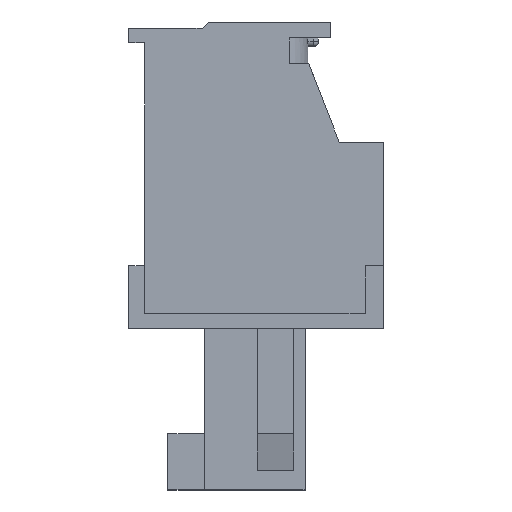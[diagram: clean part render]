
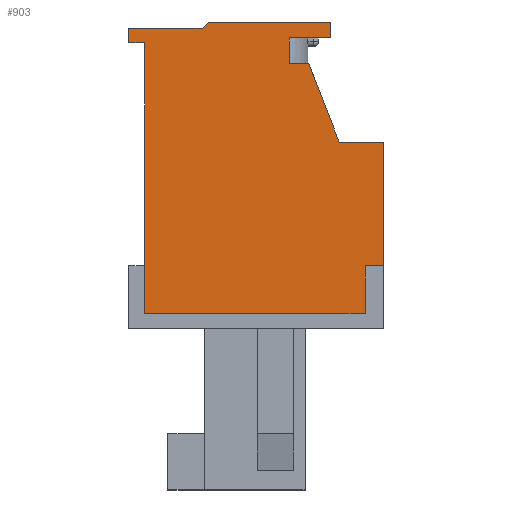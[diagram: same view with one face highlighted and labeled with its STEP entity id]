
A CAD part, left-side view. The second image highlights one B-rep face of the part: STEP entity #903.
In plain terms, the highlighted planar face has unit normal (-1, 0, 0).
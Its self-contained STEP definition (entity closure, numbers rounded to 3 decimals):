
#903 = ADVANCED_FACE( '', ( #2170 ), #2171, .T. );
#2170 = FACE_OUTER_BOUND( '', #3914, .T. );
#2171 = PLANE( '', #3915 );
#3914 = EDGE_LOOP( '', ( #6079, #6080, #6081, #6082, #6083, #6084, #6085, #6086, #6087, #6088, #6089, #6090, #6091, #6092, #6093, #6094 ) );
#3915 = AXIS2_PLACEMENT_3D( '', #6095, #6096, #6097 );
#6079 = ORIENTED_EDGE( '', *, *, #11080, .F. );
#6080 = ORIENTED_EDGE( '', *, *, #11081, .T. );
#6081 = ORIENTED_EDGE( '', *, *, #11082, .T. );
#6082 = ORIENTED_EDGE( '', *, *, #11083, .T. );
#6083 = ORIENTED_EDGE( '', *, *, #11084, .T. );
#6084 = ORIENTED_EDGE( '', *, *, #11085, .T. );
#6085 = ORIENTED_EDGE( '', *, *, #11086, .T. );
#6086 = ORIENTED_EDGE( '', *, *, #11087, .T. );
#6087 = ORIENTED_EDGE( '', *, *, #10948, .T. );
#6088 = ORIENTED_EDGE( '', *, *, #11088, .T. );
#6089 = ORIENTED_EDGE( '', *, *, #11089, .T. );
#6090 = ORIENTED_EDGE( '', *, *, #11090, .T. );
#6091 = ORIENTED_EDGE( '', *, *, #10858, .T. );
#6092 = ORIENTED_EDGE( '', *, *, #11091, .T. );
#6093 = ORIENTED_EDGE( '', *, *, #11092, .T. );
#6094 = ORIENTED_EDGE( '', *, *, #11093, .T. );
#6095 = CARTESIAN_POINT( '', ( -7.62, 0., 0. ) );
#6096 = DIRECTION( '', ( -1., 0., 0. ) );
#6097 = DIRECTION( '', ( 0., 0., 1. ) );
#10858 = EDGE_CURVE( '', #13078, #13076, #13079, .T. );
#10948 = EDGE_CURVE( '', #13242, #13243, #13244, .T. );
#11080 = EDGE_CURVE( '', #13467, #13468, #13469, .T. );
#11081 = EDGE_CURVE( '', #13467, #13470, #13471, .T. );
#11082 = EDGE_CURVE( '', #13470, #13472, #13473, .T. );
#11083 = EDGE_CURVE( '', #13472, #13474, #13475, .T. );
#11084 = EDGE_CURVE( '', #13474, #13476, #13477, .T. );
#11085 = EDGE_CURVE( '', #13476, #13478, #13479, .T. );
#11086 = EDGE_CURVE( '', #13478, #13480, #13481, .T. );
#11087 = EDGE_CURVE( '', #13480, #13242, #13482, .T. );
#11088 = EDGE_CURVE( '', #13243, #13483, #13484, .T. );
#11089 = EDGE_CURVE( '', #13483, #13485, #13486, .T. );
#11090 = EDGE_CURVE( '', #13485, #13078, #13487, .T. );
#11091 = EDGE_CURVE( '', #13076, #13488, #13489, .T. );
#11092 = EDGE_CURVE( '', #13488, #13490, #13491, .T. );
#11093 = EDGE_CURVE( '', #13490, #13468, #13492, .T. );
#13076 = VERTEX_POINT( '', #16282 );
#13078 = VERTEX_POINT( '', #16285 );
#13079 = LINE( '', #16286, #16287 );
#13242 = VERTEX_POINT( '', #16522 );
#13243 = VERTEX_POINT( '', #16523 );
#13244 = LINE( '', #16524, #16525 );
#13467 = VERTEX_POINT( '', #16891 );
#13468 = VERTEX_POINT( '', #16892 );
#13469 = LINE( '', #16893, #16894 );
#13470 = VERTEX_POINT( '', #16895 );
#13471 = LINE( '', #16896, #16897 );
#13472 = VERTEX_POINT( '', #16898 );
#13473 = LINE( '', #16899, #16900 );
#13474 = VERTEX_POINT( '', #16901 );
#13475 = LINE( '', #16902, #16903 );
#13476 = VERTEX_POINT( '', #16904 );
#13477 = LINE( '', #16905, #16906 );
#13478 = VERTEX_POINT( '', #16907 );
#13479 = LINE( '', #16908, #16909 );
#13480 = VERTEX_POINT( '', #16910 );
#13481 = LINE( '', #16911, #16912 );
#13482 = LINE( '', #16913, #16914 );
#13483 = VERTEX_POINT( '', #16915 );
#13484 = LINE( '', #16916, #16917 );
#13485 = VERTEX_POINT( '', #16918 );
#13486 = LINE( '', #16919, #16920 );
#13487 = LINE( '', #16921, #16922 );
#13488 = VERTEX_POINT( '', #16923 );
#13489 = LINE( '', #16924, #16925 );
#13490 = VERTEX_POINT( '', #16926 );
#13491 = LINE( '', #16927, #16928 );
#13492 = LINE( '', #16929, #16930 );
#16282 = CARTESIAN_POINT( '', ( -7.62, -5.25, -3.575 ) );
#16285 = CARTESIAN_POINT( '', ( -7.62, -4.5, -3.575 ) );
#16286 = CARTESIAN_POINT( '', ( -7.62, -4.5, -3.575 ) );
#16287 = VECTOR( '', #20488, 1000. );
#16522 = CARTESIAN_POINT( '', ( -7.62, 5.15, 5.525 ) );
#16523 = CARTESIAN_POINT( '', ( -7.62, 4.5, 5.525 ) );
#16524 = CARTESIAN_POINT( '', ( -7.62, 5.15, 5.525 ) );
#16525 = VECTOR( '', #20576, 1000. );
#16891 = CARTESIAN_POINT( '', ( -7.62, -1.4, 4.675 ) );
#16892 = CARTESIAN_POINT( '', ( -7.62, -2.2, 4.675 ) );
#16893 = CARTESIAN_POINT( '', ( -7.62, -1.4, 4.675 ) );
#16894 = VECTOR( '', #20711, 1000. );
#16895 = CARTESIAN_POINT( '', ( -7.62, -1.4, 5.725 ) );
#16896 = CARTESIAN_POINT( '', ( -7.62, -1.4, 4.675 ) );
#16897 = VECTOR( '', #20712, 1000. );
#16898 = CARTESIAN_POINT( '', ( -7.62, -3.1, 5.725 ) );
#16899 = CARTESIAN_POINT( '', ( -7.62, -2.2, 5.725 ) );
#16900 = VECTOR( '', #20713, 1000. );
#16901 = CARTESIAN_POINT( '', ( -7.62, -3.1, 6.375 ) );
#16902 = CARTESIAN_POINT( '', ( -7.62, -3.1, 5.725 ) );
#16903 = VECTOR( '', #20714, 1000. );
#16904 = CARTESIAN_POINT( '', ( -7.62, 1.9, 6.375 ) );
#16905 = CARTESIAN_POINT( '', ( -7.62, -3.1, 6.375 ) );
#16906 = VECTOR( '', #20715, 1000. );
#16907 = CARTESIAN_POINT( '', ( -7.62, 2.153, 6.125 ) );
#16908 = CARTESIAN_POINT( '', ( -7.62, 1.9, 6.375 ) );
#16909 = VECTOR( '', #20716, 1000. );
#16910 = CARTESIAN_POINT( '', ( -7.62, 5.15, 6.125 ) );
#16911 = CARTESIAN_POINT( '', ( -7.62, 2.153, 6.125 ) );
#16912 = VECTOR( '', #20717, 1000. );
#16913 = CARTESIAN_POINT( '', ( -7.62, 5.15, 6.125 ) );
#16914 = VECTOR( '', #20718, 1000. );
#16915 = CARTESIAN_POINT( '', ( -7.62, 4.5, -5.525 ) );
#16916 = CARTESIAN_POINT( '', ( -7.62, 4.5, 5.525 ) );
#16917 = VECTOR( '', #20719, 1000. );
#16918 = CARTESIAN_POINT( '', ( -7.62, -4.5, -5.525 ) );
#16919 = CARTESIAN_POINT( '', ( -7.62, 4.5, -5.525 ) );
#16920 = VECTOR( '', #20720, 1000. );
#16921 = CARTESIAN_POINT( '', ( -7.62, -4.5, -5.525 ) );
#16922 = VECTOR( '', #20721, 1000. );
#16923 = CARTESIAN_POINT( '', ( -7.62, -5.25, 1.475 ) );
#16924 = CARTESIAN_POINT( '', ( -7.62, -5.25, -3.575 ) );
#16925 = VECTOR( '', #20722, 1000. );
#16926 = CARTESIAN_POINT( '', ( -7.62, -3.45, 1.475 ) );
#16927 = CARTESIAN_POINT( '', ( -7.62, -5.25, 1.475 ) );
#16928 = VECTOR( '', #20723, 1000. );
#16929 = CARTESIAN_POINT( '', ( -7.62, -3.45, 1.475 ) );
#16930 = VECTOR( '', #20724, 1000. );
#20488 = DIRECTION( '', ( 0., -1., 0. ) );
#20576 = DIRECTION( '', ( 0., -1., 0. ) );
#20711 = DIRECTION( '', ( 0., -1., 0. ) );
#20712 = DIRECTION( '', ( 0., 0., 1. ) );
#20713 = DIRECTION( '', ( 0., -1., 0. ) );
#20714 = DIRECTION( '', ( 0., 0., 1. ) );
#20715 = DIRECTION( '', ( 0., 1., 0. ) );
#20716 = DIRECTION( '', ( 0., 0.711, -0.704 ) );
#20717 = DIRECTION( '', ( 0., 1., 0. ) );
#20718 = DIRECTION( '', ( 0., 0., -1. ) );
#20719 = DIRECTION( '', ( 0., 0., -1. ) );
#20720 = DIRECTION( '', ( 0., -1., 0. ) );
#20721 = DIRECTION( '', ( 0., 0., 1. ) );
#20722 = DIRECTION( '', ( 0., 0., 1. ) );
#20723 = DIRECTION( '', ( 0., 1., 0. ) );
#20724 = DIRECTION( '', ( 0., 0.364, 0.931 ) );
